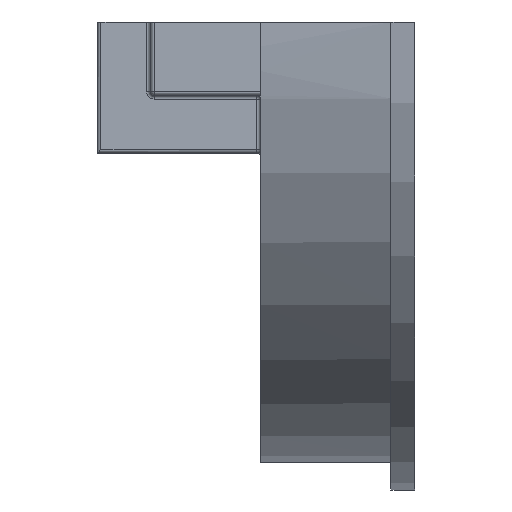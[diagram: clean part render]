
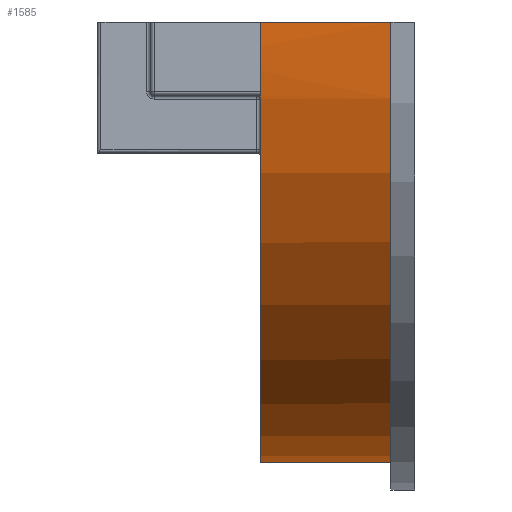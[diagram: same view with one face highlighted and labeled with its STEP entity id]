
A CAD part, left-side view. The second image highlights one B-rep face of the part: STEP entity #1585.
In plain terms, the highlighted cylindrical face has radius 24 mm (diameter 48 mm), a partial arc.
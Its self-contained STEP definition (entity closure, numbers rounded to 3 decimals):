
#22 = EDGE_CURVE ( 'NONE', #1637, #372, #1848, .T. ) ;
#52 = VERTEX_POINT ( 'NONE', #3100 ) ;
#114 = CARTESIAN_POINT ( 'NONE',  ( -23.648, 8.421, -4.096 ) ) ;
#160 = LINE ( 'NONE', #928, #188 ) ;
#188 = VECTOR ( 'NONE', #1950, 1000. ) ;
#226 = DIRECTION ( 'NONE',  ( 0., -1., 0. ) ) ;
#260 = ORIENTED_EDGE ( 'NONE', *, *, #1630, .T. ) ;
#300 = ORIENTED_EDGE ( 'NONE', *, *, #1724, .T. ) ;
#372 = VERTEX_POINT ( 'NONE', #1665 ) ;
#398 = CARTESIAN_POINT ( 'NONE',  ( -24., 1.3, 0. ) ) ;
#436 = CARTESIAN_POINT ( 'NONE',  ( 0., 8.4, -24. ) ) ;
#555 = AXIS2_PLACEMENT_3D ( 'NONE', #933, #226, #2985 ) ;
#589 = EDGE_CURVE ( 'NONE', #1637, #1808, #1405, .T. ) ;
#692 = CARTESIAN_POINT ( 'NONE',  ( -23.664, 8.6, -4. ) ) ;
#722 = AXIS2_PLACEMENT_3D ( 'NONE', #1871, #1286, #2363 ) ;
#772 = DIRECTION ( 'NONE',  ( 0., 0., -1. ) ) ;
#785 = ORIENTED_EDGE ( 'NONE', *, *, #22, .T. ) ;
#853 = CYLINDRICAL_SURFACE ( 'NONE', #722, 24. ) ;
#862 = DIRECTION ( 'NONE',  ( 0., -1., 0. ) ) ;
#868 = CARTESIAN_POINT ( 'NONE',  ( 0., 1.3, -24. ) ) ;
#928 = CARTESIAN_POINT ( 'NONE',  ( 0., 0., -24. ) ) ;
#933 = CARTESIAN_POINT ( 'NONE',  ( 0., 1.3, 0. ) ) ;
#1154 = CARTESIAN_POINT ( 'NONE',  ( -23.63, 8.4, -4.2 ) ) ;
#1184 = CARTESIAN_POINT ( 'NONE',  ( -23.63, 8.4, -4.2 ) ) ;
#1205 = CIRCLE ( 'NONE', #2161, 24. ) ;
#1248 = ORIENTED_EDGE ( 'NONE', *, *, #1293, .T. ) ;
#1252 = CIRCLE ( 'NONE', #1683, 24. ) ;
#1286 = DIRECTION ( 'NONE',  ( 0., -1., 0. ) ) ;
#1293 = EDGE_CURVE ( 'NONE', #2589, #3310, #3004, .T. ) ;
#1335 = FACE_OUTER_BOUND ( 'NONE', #1730, .T. ) ;
#1405 = CIRCLE ( 'NONE', #555, 24. ) ;
#1436 = DIRECTION ( 'NONE',  ( 0., -1., 0. ) ) ;
#1581 = CARTESIAN_POINT ( 'NONE',  ( -23.664, 8.6, -4. ) ) ;
#1585 = ADVANCED_FACE ( 'NONE', ( #1335 ), #853, .T. ) ;
#1630 = EDGE_CURVE ( 'NONE', #1922, #1808, #160, .T. ) ;
#1637 = VERTEX_POINT ( 'NONE', #398 ) ;
#1665 = CARTESIAN_POINT ( 'NONE',  ( -24., 8.4, 0. ) ) ;
#1683 = AXIS2_PLACEMENT_3D ( 'NONE', #3307, #3059, #772 ) ;
#1686 = CARTESIAN_POINT ( 'NONE',  ( -23.664, 8.6, -4. ) ) ;
#1724 = EDGE_CURVE ( 'NONE', #372, #52, #1252, .T. ) ;
#1730 = EDGE_LOOP ( 'NONE', ( #1761, #260, #2938, #785, #300, #2585, #1248 ) ) ;
#1761 = ORIENTED_EDGE ( 'NONE', *, *, #2225, .T. ) ;
#1808 = VERTEX_POINT ( 'NONE', #868 ) ;
#1848 = LINE ( 'NONE', #2874, #2413 ) ;
#1871 = CARTESIAN_POINT ( 'NONE',  ( 0., 0., 0. ) ) ;
#1922 = VERTEX_POINT ( 'NONE', #436 ) ;
#1938 = CARTESIAN_POINT ( 'NONE',  ( -23.661, 8.495, -4.022 ) ) ;
#1950 = DIRECTION ( 'NONE',  ( 0., -1., 0. ) ) ;
#2161 = AXIS2_PLACEMENT_3D ( 'NONE', #3152, #862, #2900 ) ;
#2174 = VECTOR ( 'NONE', #1436, 1000. ) ;
#2225 = EDGE_CURVE ( 'NONE', #3310, #1922, #1205, .T. ) ;
#2363 = DIRECTION ( 'NONE',  ( 0., 0., -1. ) ) ;
#2413 = VECTOR ( 'NONE', #2635, 1000. ) ;
#2475 = CARTESIAN_POINT ( 'NONE',  ( -23.639, 8.4, -4.148 ) ) ;
#2585 = ORIENTED_EDGE ( 'NONE', *, *, #3292, .F. ) ;
#2589 = VERTEX_POINT ( 'NONE', #1581 ) ;
#2635 = DIRECTION ( 'NONE',  ( 0., 1., 0. ) ) ;
#2874 = CARTESIAN_POINT ( 'NONE',  ( -24., 1.3, 0. ) ) ;
#2900 = DIRECTION ( 'NONE',  ( 0., 0., -1. ) ) ;
#2938 = ORIENTED_EDGE ( 'NONE', *, *, #589, .F. ) ;
#2985 = DIRECTION ( 'NONE',  ( 0., 0., -1. ) ) ;
#3004 = B_SPLINE_CURVE_WITH_KNOTS ( 'NONE', 3,
 ( #692, #3210, #1938, #114, #2475, #1154 ),
 .UNSPECIFIED., .F., .F.,
 ( 4, 2, 4 ),
 ( 0., 0., 0. ),
 .UNSPECIFIED. ) ;
#3035 = LINE ( 'NONE', #1686, #2174 ) ;
#3059 = DIRECTION ( 'NONE',  ( 0., -1., 0. ) ) ;
#3100 = CARTESIAN_POINT ( 'NONE',  ( -23.664, 8.4, -4. ) ) ;
#3152 = CARTESIAN_POINT ( 'NONE',  ( 0., 8.4, 0. ) ) ;
#3210 = CARTESIAN_POINT ( 'NONE',  ( -23.664, 8.547, -4. ) ) ;
#3292 = EDGE_CURVE ( 'NONE', #2589, #52, #3035, .T. ) ;
#3307 = CARTESIAN_POINT ( 'NONE',  ( 0., 8.4, 0. ) ) ;
#3310 = VERTEX_POINT ( 'NONE', #1184 ) ;
